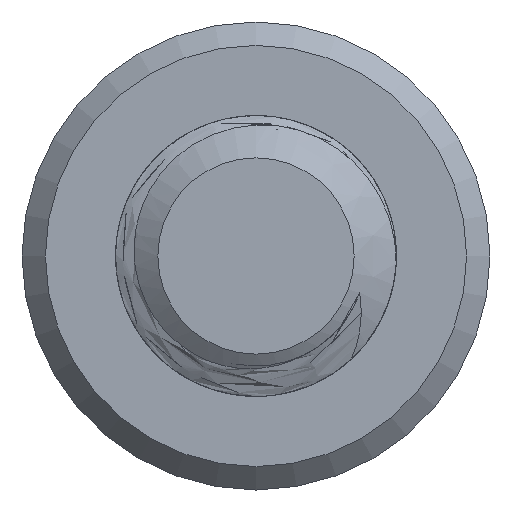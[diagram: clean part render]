
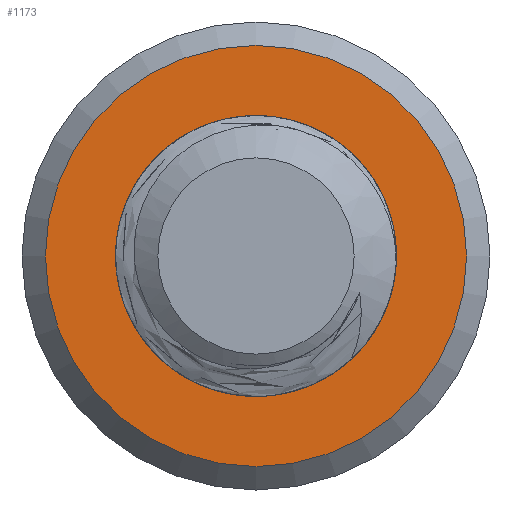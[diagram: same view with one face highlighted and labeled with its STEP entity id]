
A CAD part, left-side view. The second image highlights one B-rep face of the part: STEP entity #1173.
In plain terms, the highlighted face is planar.
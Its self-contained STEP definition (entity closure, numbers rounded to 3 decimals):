
#20=FACE_BOUND('',#173,.T.);
#23=PLANE('',#1270);
#103=FACE_OUTER_BOUND('',#172,.T.);
#172=EDGE_LOOP('',(#1026));
#173=EDGE_LOOP('',(#1027,#1028,#1029,#1030));
#186=CIRCLE('',#1202,3.);
#190=CIRCLE('',#1250,4.5);
#196=CIRCLE('',#1261,2.35);
#297=B_SPLINE_CURVE_WITH_KNOTS('',3,(#5536,#5537,#5538,#5539,#5540,#5541,
#5542,#5543,#5544,#5545,#5546,#5547,#5548,#5549,#5550,#5551),
 .UNSPECIFIED.,.F.,.F.,(4,2,2,2,2,2,2,4),(0.,0.063,0.123,
0.214,0.337,0.493,0.643,
0.821),.UNSPECIFIED.);
#298=B_SPLINE_CURVE_WITH_KNOTS('',3,(#6154,#6155,#6156,#6157,#6158,#6159,
#6160,#6161,#6162,#6163,#6164,#6165,#6166,#6167,#6168,#6169,#6170,#6171),
 .UNSPECIFIED.,.F.,.F.,(4,2,2,2,2,2,2,2,4),(0.,0.084,0.161,
0.268,0.31,0.377,0.449,
0.51,0.597),.UNSPECIFIED.);
#421=VERTEX_POINT('',#1520);
#422=VERTEX_POINT('',#1533);
#513=VERTEX_POINT('',#4819);
#522=VERTEX_POINT('',#4890);
#523=VERTEX_POINT('',#4903);
#536=EDGE_CURVE('',#421,#422,#186,.T.);
#671=EDGE_CURVE('',#513,#513,#190,.T.);
#685=EDGE_CURVE('',#523,#522,#196,.T.);
#689=EDGE_CURVE('',#522,#422,#297,.T.);
#690=EDGE_CURVE('',#421,#523,#298,.T.);
#1026=ORIENTED_EDGE('',*,*,#671,.T.);
#1027=ORIENTED_EDGE('',*,*,#536,.F.);
#1028=ORIENTED_EDGE('',*,*,#690,.T.);
#1029=ORIENTED_EDGE('',*,*,#685,.T.);
#1030=ORIENTED_EDGE('',*,*,#689,.T.);
#1173=ADVANCED_FACE('',(#103,#20),#23,.F.);
#1202=AXIS2_PLACEMENT_3D('',#1534,#1291,#1292);
#1250=AXIS2_PLACEMENT_3D('',#4821,#1431,#1432);
#1261=AXIS2_PLACEMENT_3D('',#4904,#1456,#1457);
#1270=AXIS2_PLACEMENT_3D('',#6183,#1474,#1475);
#1291=DIRECTION('center_axis',(0.,0.,1.));
#1292=DIRECTION('ref_axis',(1.,0.,0.));
#1431=DIRECTION('center_axis',(0.,0.,1.));
#1432=DIRECTION('ref_axis',(-1.,0.,0.));
#1456=DIRECTION('center_axis',(0.,0.,-1.));
#1457=DIRECTION('ref_axis',(1.,0.,0.));
#1474=DIRECTION('center_axis',(0.,0.,-1.));
#1475=DIRECTION('ref_axis',(-1.,0.,0.));
#1520=CARTESIAN_POINT('',(0.,3.,-22.));
#1533=CARTESIAN_POINT('',(-2.102,2.141,-22.));
#1534=CARTESIAN_POINT('Origin',(0.,0.,-22.));
#4819=CARTESIAN_POINT('',(4.5,0.,-22.));
#4821=CARTESIAN_POINT('Origin',(0.,0.,-22.));
#4890=CARTESIAN_POINT('',(0.,-2.35,-22.));
#4903=CARTESIAN_POINT('',(1.647,-1.677,-22.));
#4904=CARTESIAN_POINT('Origin',(0.,0.,-22.));
#5536=CARTESIAN_POINT('Ctrl Pts',(0.,-2.35,
-22.));
#5537=CARTESIAN_POINT('Ctrl Pts',(-0.207,-2.373,
-22.));
#5538=CARTESIAN_POINT('Ctrl Pts',(-0.417,-2.368,
-22.));
#5539=CARTESIAN_POINT('Ctrl Pts',(-0.822,-2.309,
-22.));
#5540=CARTESIAN_POINT('Ctrl Pts',(-1.016,-2.256,-22.));
#5541=CARTESIAN_POINT('Ctrl Pts',(-1.484,-2.065,-22.));
#5542=CARTESIAN_POINT('Ctrl Pts',(-1.742,-1.898,-22.));
#5543=CARTESIAN_POINT('Ctrl Pts',(-2.262,-1.408,-22.));
#5544=CARTESIAN_POINT('Ctrl Pts',(-2.446,-1.095,-22.));
#5545=CARTESIAN_POINT('Ctrl Pts',(-2.703,-0.516,
-22.));
#5546=CARTESIAN_POINT('Ctrl Pts',(-2.784,-0.168,
-22.));
#5547=CARTESIAN_POINT('Ctrl Pts',(-2.809,0.526,-22.));
#5548=CARTESIAN_POINT('Ctrl Pts',(-2.758,0.864,-22.));
#5549=CARTESIAN_POINT('Ctrl Pts',(-2.517,1.568,-22.));
#5550=CARTESIAN_POINT('Ctrl Pts',(-2.313,1.891,-22.));
#5551=CARTESIAN_POINT('Ctrl Pts',(-2.102,2.141,-22.));
#6154=CARTESIAN_POINT('Ctrl Pts',(0.,3.,
-22.));
#6155=CARTESIAN_POINT('Ctrl Pts',(0.279,2.977,-22.));
#6156=CARTESIAN_POINT('Ctrl Pts',(0.554,2.912,-22.));
#6157=CARTESIAN_POINT('Ctrl Pts',(1.051,2.715,-22.));
#6158=CARTESIAN_POINT('Ctrl Pts',(1.274,2.59,-22.));
#6159=CARTESIAN_POINT('Ctrl Pts',(1.763,2.221,-22.));
#6160=CARTESIAN_POINT('Ctrl Pts',(2.006,1.953,-22.));
#6161=CARTESIAN_POINT('Ctrl Pts',(2.265,1.528,-22.));
#6162=CARTESIAN_POINT('Ctrl Pts',(2.347,1.374,-22.));
#6163=CARTESIAN_POINT('Ctrl Pts',(2.525,0.906,-22.));
#6164=CARTESIAN_POINT('Ctrl Pts',(2.582,0.601,-22.));
#6165=CARTESIAN_POINT('Ctrl Pts',(2.584,-0.034,-22.));
#6166=CARTESIAN_POINT('Ctrl Pts',(2.522,-0.357,-22.));
#6167=CARTESIAN_POINT('Ctrl Pts',(2.298,-0.92,-22.));
#6168=CARTESIAN_POINT('Ctrl Pts',(2.173,-1.109,-22.));
#6169=CARTESIAN_POINT('Ctrl Pts',(1.961,-1.398,-22.));
#6170=CARTESIAN_POINT('Ctrl Pts',(1.813,-1.549,-22.));
#6171=CARTESIAN_POINT('Ctrl Pts',(1.647,-1.677,-22.));
#6183=CARTESIAN_POINT('Origin',(0.,0.,-22.));
